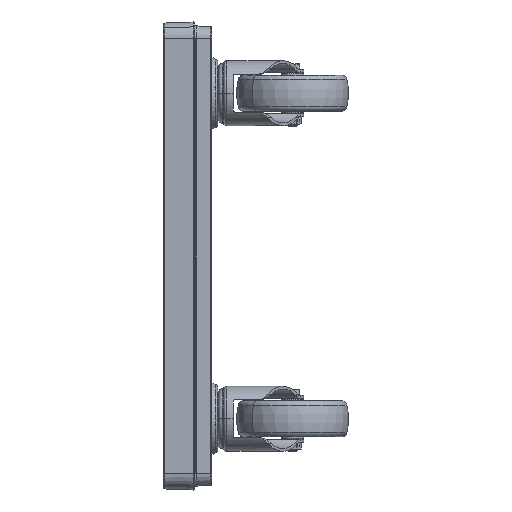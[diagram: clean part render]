
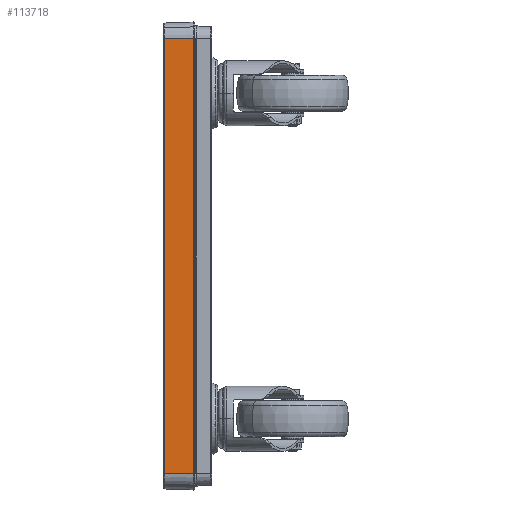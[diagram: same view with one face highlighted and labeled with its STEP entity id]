
A CAD part, left-side view. The second image highlights one B-rep face of the part: STEP entity #113718.
In plain terms, the highlighted planar face has unit normal (-0.999, 0.035, 0).
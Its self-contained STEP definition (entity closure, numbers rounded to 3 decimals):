
#1290 = DIRECTION ( 'NONE',  ( -0.035, -0.999, 0. ) ) ;
#7056 = EDGE_CURVE ( 'NONE', #216205, #47109, #42746, .T. ) ;
#25820 = VERTEX_POINT ( 'NONE', #155785 ) ;
#28945 = DIRECTION ( 'NONE',  ( 0., 0., 1. ) ) ;
#35859 = DIRECTION ( 'NONE',  ( 0., 0., -1. ) ) ;
#42746 = LINE ( 'NONE', #186101, #216216 ) ;
#47109 = VERTEX_POINT ( 'NONE', #191772 ) ;
#63317 = ORIENTED_EDGE ( 'NONE', *, *, #100883, .F. ) ;
#63628 = ORIENTED_EDGE ( 'NONE', *, *, #7056, .F. ) ;
#69268 = DIRECTION ( 'NONE',  ( 0., 0., -1. ) ) ;
#77610 = VECTOR ( 'NONE', #175070, 1000. ) ;
#77732 = CARTESIAN_POINT ( 'NONE',  ( -308.464, 1.035, 193.5 ) ) ;
#77785 = LINE ( 'NONE', #217710, #77610 ) ;
#78055 = ORIENTED_EDGE ( 'NONE', *, *, #151956, .F. ) ;
#80433 = EDGE_CURVE ( 'NONE', #25820, #216205, #77785, .T. ) ;
#100883 = EDGE_CURVE ( 'NONE', #210969, #25820, #193035, .T. ) ;
#113718 = ADVANCED_FACE ( 'NONE', ( #152908 ), #185289, .T. ) ;
#120939 = EDGE_LOOP ( 'NONE', ( #63628, #143458, #63317, #78055 ) ) ;
#141426 = CARTESIAN_POINT ( 'NONE',  ( -308.5, 0., -208.5 ) ) ;
#142272 = LINE ( 'NONE', #158275, #219264 ) ;
#143458 = ORIENTED_EDGE ( 'NONE', *, *, #80433, .F. ) ;
#148409 = CARTESIAN_POINT ( 'NONE',  ( -307.539, 27.517, -193.5 ) ) ;
#151956 = EDGE_CURVE ( 'NONE', #47109, #210969, #142272, .T. ) ;
#152908 = FACE_OUTER_BOUND ( 'NONE', #120939, .T. ) ;
#155785 = CARTESIAN_POINT ( 'NONE',  ( -308.464, 1.035, -193.5 ) ) ;
#158275 = CARTESIAN_POINT ( 'NONE',  ( -308.5, 0., 193.5 ) ) ;
#175070 = DIRECTION ( 'NONE',  ( 0.035, 0.999, 0. ) ) ;
#175725 = CARTESIAN_POINT ( 'NONE',  ( -308.464, 1.035, -104.25 ) ) ;
#175844 = VECTOR ( 'NONE', #35859, 1000. ) ;
#178158 = DIRECTION ( 'NONE',  ( -0.999, 0.035, 0. ) ) ;
#182514 = AXIS2_PLACEMENT_3D ( 'NONE', #141426, #178158, #69268 ) ;
#185289 = PLANE ( 'NONE',  #182514 ) ;
#186101 = CARTESIAN_POINT ( 'NONE',  ( -307.539, 27.517, -104.25 ) ) ;
#191772 = CARTESIAN_POINT ( 'NONE',  ( -307.539, 27.517, 193.5 ) ) ;
#193035 = LINE ( 'NONE', #175725, #175844 ) ;
#210969 = VERTEX_POINT ( 'NONE', #77732 ) ;
#216205 = VERTEX_POINT ( 'NONE', #148409 ) ;
#216216 = VECTOR ( 'NONE', #28945, 1000. ) ;
#217710 = CARTESIAN_POINT ( 'NONE',  ( -308.5, 0., -193.5 ) ) ;
#219264 = VECTOR ( 'NONE', #1290, 1000. ) ;
